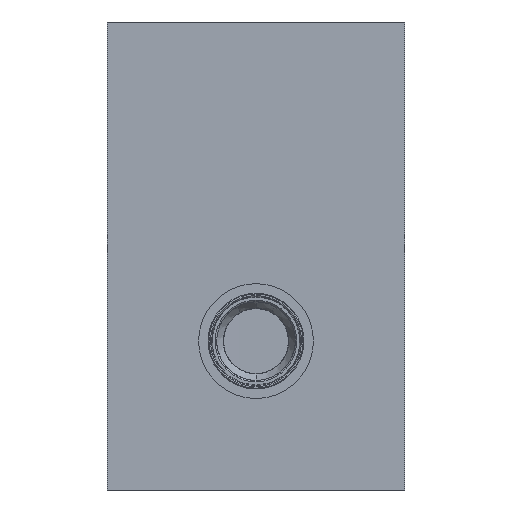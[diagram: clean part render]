
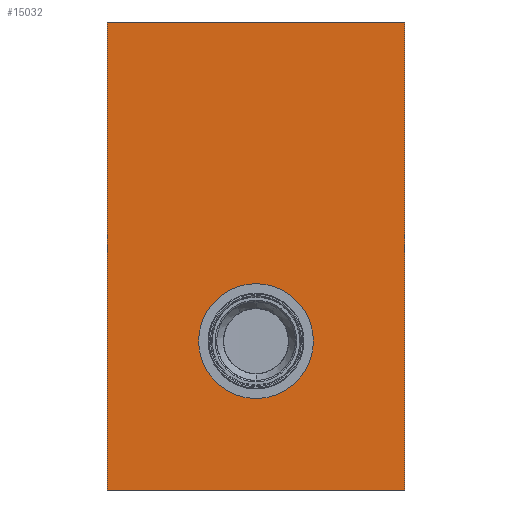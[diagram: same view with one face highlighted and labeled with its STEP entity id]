
A CAD part, front view. The second image highlights one B-rep face of the part: STEP entity #15032.
In plain terms, the highlighted planar face has unit normal (0, -1, 0).
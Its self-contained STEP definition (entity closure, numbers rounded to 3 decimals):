
#14952=CARTESIAN_POINT('Axis2P3D Location',(0.,95.128,40.)) ;
#14980=CARTESIAN_POINT('Line Origine',(-70.,95.128,40.)) ;
#14984=CARTESIAN_POINT('Vertex',(-70.,95.128,-70.)) ;
#14986=CARTESIAN_POINT('Vertex',(-70.,95.128,150.)) ;
#14989=CARTESIAN_POINT('Line Origine',(0.,95.128,-70.)) ;
#14993=CARTESIAN_POINT('Vertex',(70.,95.128,-70.)) ;
#14996=CARTESIAN_POINT('Line Origine',(70.,95.128,40.)) ;
#15000=CARTESIAN_POINT('Vertex',(70.,95.128,150.)) ;
#15003=CARTESIAN_POINT('Line Origine',(0.,95.128,150.)) ;
#15014=CARTESIAN_POINT('Axis2P3D Location',(0.,95.128,0.)) ;
#15018=CARTESIAN_POINT('Vertex',(27.,95.128,0.)) ;
#15020=CARTESIAN_POINT('Vertex',(-27.,95.128,0.)) ;
#15023=CARTESIAN_POINT('Axis2P3D Location',(0.,95.128,0.)) ;
#14982=VECTOR('Line Direction',#14981,1.) ;
#14991=VECTOR('Line Direction',#14990,1.) ;
#14998=VECTOR('Line Direction',#14997,1.) ;
#15005=VECTOR('Line Direction',#15004,1.) ;
#14953=DIRECTION('Axis2P3D Direction',(0.,1.,-0.)) ;
#14954=DIRECTION('Axis2P3D XDirection',(-1.,0.,0.)) ;
#14981=DIRECTION('Vector Direction',(0.,0.,-1.)) ;
#14990=DIRECTION('Vector Direction',(1.,0.,0.)) ;
#14997=DIRECTION('Vector Direction',(0.,0.,1.)) ;
#15004=DIRECTION('Vector Direction',(-1.,0.,0.)) ;
#15015=DIRECTION('Axis2P3D Direction',(0.,1.,-0.)) ;
#15024=DIRECTION('Axis2P3D Direction',(0.,1.,-0.)) ;
#14955=AXIS2_PLACEMENT_3D('Plane Axis2P3D',#14952,#14953,#14954) ;
#15016=AXIS2_PLACEMENT_3D('Circle Axis2P3D',#15014,#15015,$) ;
#15025=AXIS2_PLACEMENT_3D('Circle Axis2P3D',#15023,#15024,$) ;
#14983=LINE('Line',#14980,#14982) ;
#14992=LINE('Line',#14989,#14991) ;
#14999=LINE('Line',#14996,#14998) ;
#15006=LINE('Line',#15003,#15005) ;
#15017=CIRCLE('generated circle',#15016,27.) ;
#15026=CIRCLE('generated circle',#15025,27.) ;
#14956=PLANE('',#14955) ;
#15031=FACE_BOUND('',#15028,.T.) ;
#14988=EDGE_CURVE('',#14985,#14987,#14983,.F.) ;
#14995=EDGE_CURVE('',#14994,#14985,#14992,.F.) ;
#15002=EDGE_CURVE('',#15001,#14994,#14999,.F.) ;
#15007=EDGE_CURVE('',#14987,#15001,#15006,.F.) ;
#15022=EDGE_CURVE('',#15019,#15021,#15017,.F.) ;
#15027=EDGE_CURVE('',#15021,#15019,#15026,.F.) ;
#15009=ORIENTED_EDGE('',*,*,#14988,.F.) ;
#15010=ORIENTED_EDGE('',*,*,#14995,.F.) ;
#15011=ORIENTED_EDGE('',*,*,#15002,.F.) ;
#15012=ORIENTED_EDGE('',*,*,#15007,.F.) ;
#15029=ORIENTED_EDGE('',*,*,#15022,.F.) ;
#15030=ORIENTED_EDGE('',*,*,#15027,.F.) ;
#15008=EDGE_LOOP('',(#15009,#15010,#15011,#15012)) ;
#15028=EDGE_LOOP('',(#15029,#15030)) ;
#14985=VERTEX_POINT('',#14984) ;
#14987=VERTEX_POINT('',#14986) ;
#14994=VERTEX_POINT('',#14993) ;
#15001=VERTEX_POINT('',#15000) ;
#15019=VERTEX_POINT('',#15018) ;
#15021=VERTEX_POINT('',#15020) ;
#15032=ADVANCED_FACE('RI0BM010.1',(#15013,#15031),#14956,.F.) ;
#15013=FACE_OUTER_BOUND('',#15008,.T.) ;
